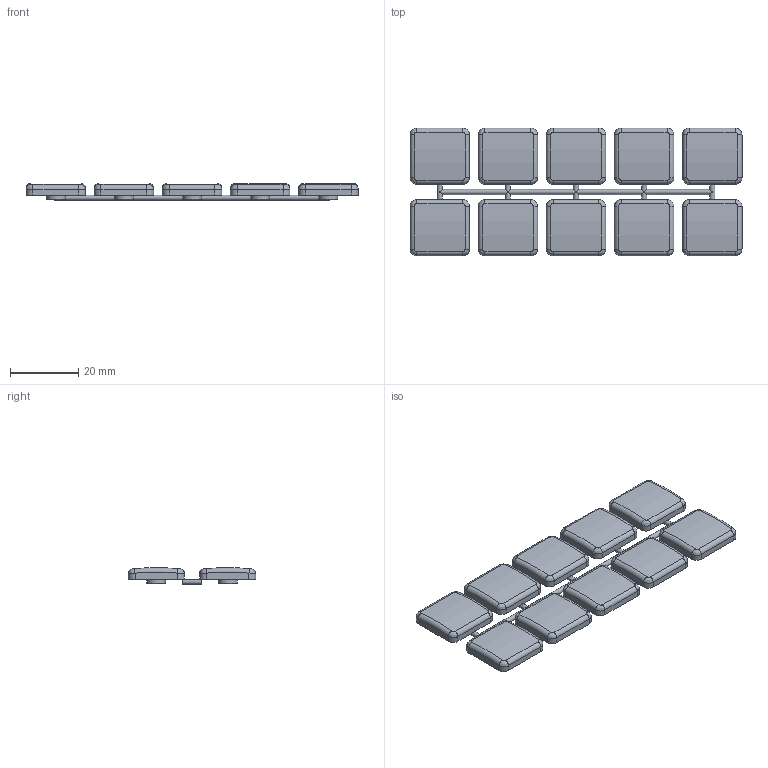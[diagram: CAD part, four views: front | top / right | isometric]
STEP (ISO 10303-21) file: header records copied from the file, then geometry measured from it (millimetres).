
FILE_DESCRIPTION(/* description */ (''),/* implementation_level */ '2;1');
FILE_NAME(/* name */ 'MX_Stem_Choc_Size_convex10.step',/* time_stamp */ '2025-10-20T13:27:17+09:00',/* author */ (''),/* organization */ (''),/* preprocessor_version */ 'ST-DEVELOPER v20.1',/* originating_system */ 'Autodesk Translation Framework v14.17.0.0',/* authorisation */ '');
FILE_SCHEMA (('AUTOMOTIVE_DESIGN { 1 0 10303 214 3 1 1 }'));
Length unit declared in the file: millimetre
Products named in the file (1): [Choc] Saddle Homing
Bounding box: 97.45 x 37.45 x 4.88 mm (x, y, z)
Volume: 5564.1 mm3; surface area: 9716.4 mm2
Topology: 1 solids, 1 shells, 738 faces, 1779 edges, 1037 vertices
Faces by surface type: cylinder 326, plane 252, bspline 120, torus 40
Full cylindrical faces by diameter (mm): 1.5 x6, 5.5 x10
Entity records: 23686 total; most frequent: CARTESIAN_POINT 6816, DIRECTION 3588, ORIENTED_EDGE 3478, EDGE_CURVE 1739, AXIS2_PLACEMENT_3D 1323, VERTEX_POINT 1037, LINE 942, VECTOR 942
